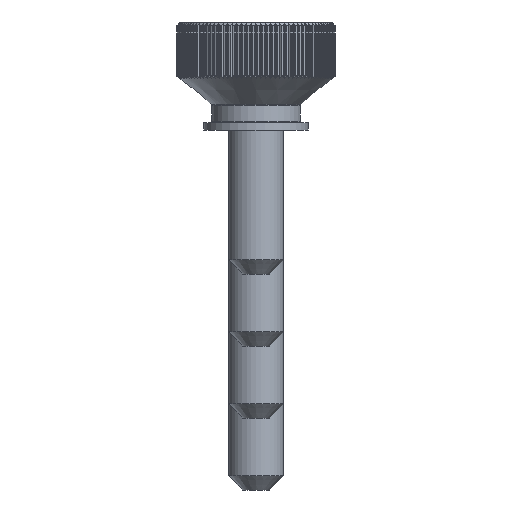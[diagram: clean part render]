
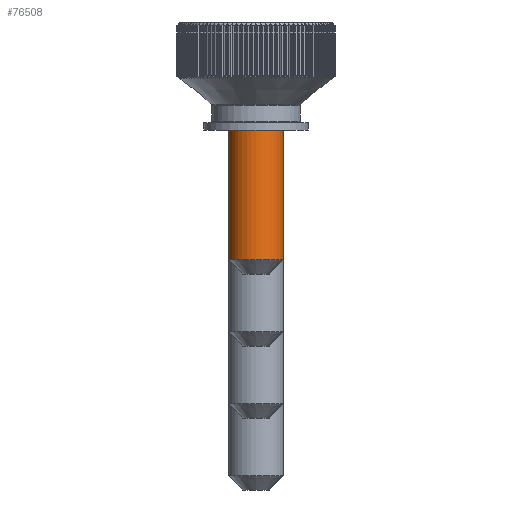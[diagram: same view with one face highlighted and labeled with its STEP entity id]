
A CAD part, left-side view. The second image highlights one B-rep face of the part: STEP entity #76508.
In plain terms, the highlighted cylindrical face has radius 3.85 mm (diameter 7.7 mm), a full revolution.
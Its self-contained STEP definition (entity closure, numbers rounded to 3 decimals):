
#12871=CYLINDRICAL_SURFACE('',#82567,3.85);
#14084=FACE_BOUND('',#20182,.T.);
#14128=FACE_OUTER_BOUND('',#20181,.T.);
#20181=EDGE_LOOP('',(#51609));
#20182=EDGE_LOOP('',(#51610));
#26276=CIRCLE('',#82566,3.85);
#26277=CIRCLE('',#82568,3.85);
#32720=VERTEX_POINT('',#117282);
#32721=VERTEX_POINT('',#117285);
#39164=EDGE_CURVE('',#32720,#32720,#26276,.T.);
#39165=EDGE_CURVE('',#32721,#32721,#26277,.T.);
#51609=ORIENTED_EDGE('',*,*,#39165,.F.);
#51610=ORIENTED_EDGE('',*,*,#39164,.F.);
#76508=ADVANCED_FACE('',(#14128,#14084),#12871,.T.);
#82566=AXIS2_PLACEMENT_3D('',#117283,#93474,#93475);
#82567=AXIS2_PLACEMENT_3D('',#117284,#93476,#93477);
#82568=AXIS2_PLACEMENT_3D('',#117286,#93478,#93479);
#93474=DIRECTION('center_axis',(0.,0.,-1.));
#93475=DIRECTION('ref_axis',(1.,0.,0.));
#93476=DIRECTION('center_axis',(0.,0.,-1.));
#93477=DIRECTION('ref_axis',(1.,0.,0.));
#93478=DIRECTION('center_axis',(0.,0.,1.));
#93479=DIRECTION('ref_axis',(1.,0.,0.));
#117282=CARTESIAN_POINT('',(-3.85,0.,-25.5));
#117283=CARTESIAN_POINT('Origin',(0.,0.,-25.5));
#117284=CARTESIAN_POINT('Origin',(0.,0.,-7.5));
#117285=CARTESIAN_POINT('',(-3.85,0.,-7.5));
#117286=CARTESIAN_POINT('Origin',(0.,0.,-7.5));
